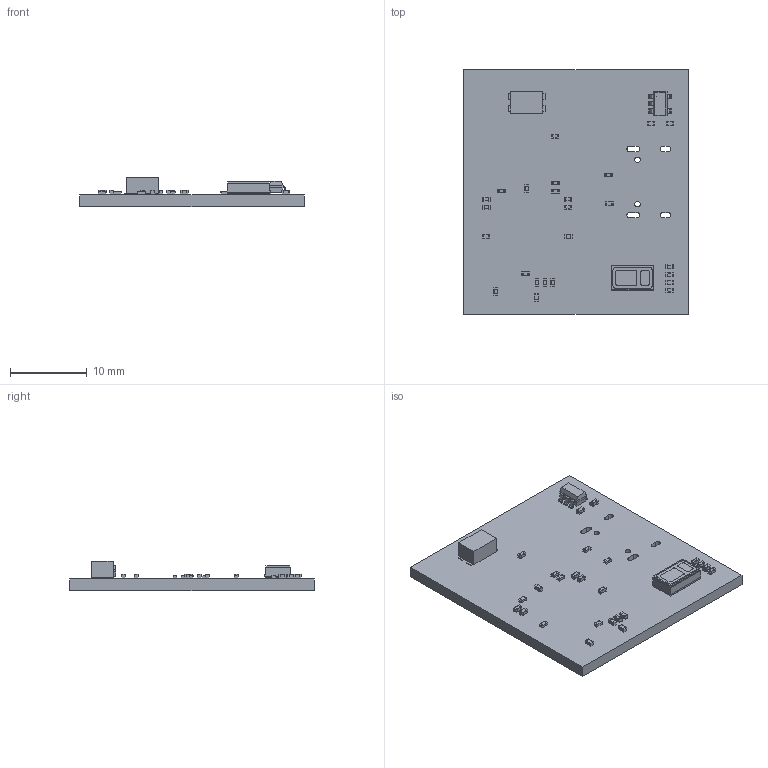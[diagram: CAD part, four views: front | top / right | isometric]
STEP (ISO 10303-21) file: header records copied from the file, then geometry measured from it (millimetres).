
FILE_DESCRIPTION(('KiCad electronic assembly'),'2;1');
FILE_NAME('model.step','2025-03-19T18:32:37',('Pcbnew'),('Kicad'), 'Open CASCADE STEP processor 7.8','KiCad to STEP converter','Unknown' );
FILE_SCHEMA(('AUTOMOTIVE_DESIGN { 1 0 10303 214 1 1 1 1 }'));
Length unit declared in the file: millimetre
Products named in the file (13): model 1; C_0402_1005Metric; LQFN-56_L7.0-W7.0-P0.4-EP; SOIC-8_L5.3-W5.3-H1.9-LS7.9-P1.27; R_0402_1005Metric; KMR211NGLFS; Body; Pins; MAX30102EFD+T; SOT-23-5_RIT; OSC-SMD_4P-L3.2-W2.5-H1.0; USB-C-SMD_KH-TYPE-C-16P; demo_PCB
Assembly tree (35 placements, depth 3):
  model 1
    C_0402_1005Metric  x18
    LQFN-56_L7.0-W7.0-P0.4-EP
    SOIC-8_L5.3-W5.3-H1.9-LS7.9-P1.27
    R_0402_1005Metric  x7
    KMR211NGLFS
      Body
      Pins
    MAX30102EFD+T
    SOT-23-5_RIT
    OSC-SMD_4P-L3.2-W2.5-H1.0
    USB-C-SMD_KH-TYPE-C-16P
    demo_PCB
Bounding box: 29.35 x 31.9 x 3.79 mm (x, y, z)
Volume: 1473.5 mm3; surface area: 2390.4 mm2
Topology: 58 solids, 58 shells, 1074 faces, 2705 edges, 1790 vertices
Faces by surface type: plane 727, cylinder 347
Full cylindrical faces by diameter (mm): 0.09 x1, 0.7 x2
Entity records: 14618 total; most frequent: CARTESIAN_POINT 2286, DIRECTION 2202, ORIENTED_EDGE 2146, EDGE_CURVE 1073, LINE 882, VECTOR 882, VERTEX_POINT 710, AXIS2_PLACEMENT_3D 660
